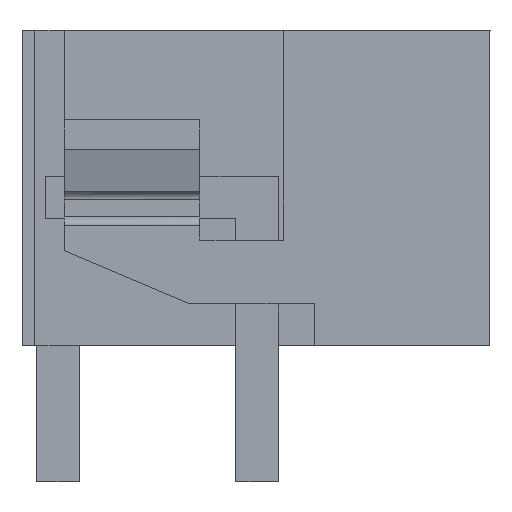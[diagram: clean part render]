
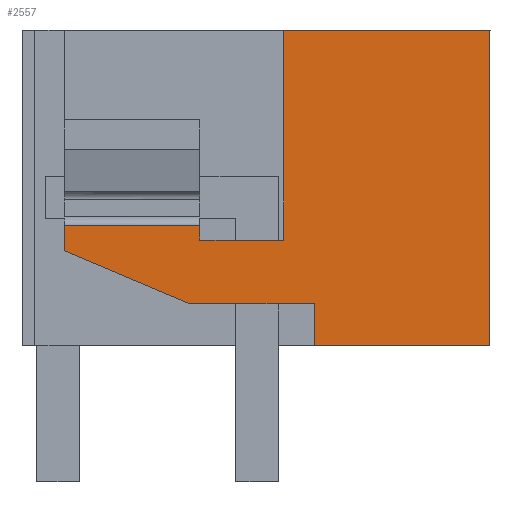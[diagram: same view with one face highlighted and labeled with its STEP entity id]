
A CAD part, left-side view. The second image highlights one B-rep face of the part: STEP entity #2557.
In plain terms, the highlighted planar face has unit normal (-1, 0, 0).
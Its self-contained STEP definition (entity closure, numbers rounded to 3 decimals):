
#2488=AXIS2_PLACEMENT_3D('Plane Axis2P3D',#2485,#2486,#2487) ;
#100=CARTESIAN_POINT('Vertex',(0.,0.,3.2)) ;
#105=CARTESIAN_POINT('Line Origine',(0.,2.075,3.2)) ;
#109=CARTESIAN_POINT('Vertex',(0.,4.15,3.2)) ;
#996=CARTESIAN_POINT('Vertex',(0.,4.875,10.65)) ;
#999=CARTESIAN_POINT('Line Origine',(0.,2.437,10.65)) ;
#1003=CARTESIAN_POINT('Vertex',(0.,0.,10.65)) ;
#2405=CARTESIAN_POINT('Line Origine',(0.,0.,6.925)) ;
#2485=CARTESIAN_POINT('Axis2P3D Location',(0.,11.05,0.)) ;
#2490=CARTESIAN_POINT('Line Origine',(0.,4.875,8.175)) ;
#2494=CARTESIAN_POINT('Vertex',(0.,4.875,5.7)) ;
#2497=CARTESIAN_POINT('Line Origine',(0.,5.863,5.7)) ;
#2501=CARTESIAN_POINT('Vertex',(0.,6.85,5.7)) ;
#2504=CARTESIAN_POINT('Line Origine',(0.,6.85,5.875)) ;
#2508=CARTESIAN_POINT('Vertex',(0.,6.85,6.05)) ;
#2511=CARTESIAN_POINT('Line Origine',(0.,8.45,6.05)) ;
#2515=CARTESIAN_POINT('Vertex',(0.,10.05,6.05)) ;
#2518=CARTESIAN_POINT('Line Origine',(0.,10.05,5.75)) ;
#2522=CARTESIAN_POINT('Vertex',(0.,10.05,5.45)) ;
#2525=CARTESIAN_POINT('Line Origine',(0.,8.571,4.823)) ;
#2529=CARTESIAN_POINT('Vertex',(0.,7.092,4.197)) ;
#2532=CARTESIAN_POINT('Line Origine',(0.,5.621,4.197)) ;
#2536=CARTESIAN_POINT('Vertex',(0.,4.15,4.197)) ;
#2539=CARTESIAN_POINT('Line Origine',(0.,4.15,3.698)) ;
#106=DIRECTION('Vector Direction',(0.,1.,0.)) ;
#1000=DIRECTION('Vector Direction',(0.,-1.,0.)) ;
#2406=DIRECTION('Vector Direction',(0.,0.,-1.)) ;
#2486=DIRECTION('Axis2P3D Direction',(-1.,0.,0.)) ;
#2487=DIRECTION('Axis2P3D XDirection',(0.,-1.,0.)) ;
#2491=DIRECTION('Vector Direction',(0.,0.,1.)) ;
#2498=DIRECTION('Vector Direction',(0.,1.,0.)) ;
#2505=DIRECTION('Vector Direction',(0.,0.,1.)) ;
#2512=DIRECTION('Vector Direction',(0.,-1.,0.)) ;
#2519=DIRECTION('Vector Direction',(0.,0.,-1.)) ;
#2526=DIRECTION('Vector Direction',(0.,0.921,0.39)) ;
#2533=DIRECTION('Vector Direction',(0.,-1.,0.)) ;
#2540=DIRECTION('Vector Direction',(0.,0.,-1.)) ;
#107=VECTOR('Line Direction',#106,1.) ;
#1001=VECTOR('Line Direction',#1000,1.) ;
#2407=VECTOR('Line Direction',#2406,1.) ;
#2492=VECTOR('Line Direction',#2491,1.) ;
#2499=VECTOR('Line Direction',#2498,1.) ;
#2506=VECTOR('Line Direction',#2505,1.) ;
#2513=VECTOR('Line Direction',#2512,1.) ;
#2520=VECTOR('Line Direction',#2519,1.) ;
#2527=VECTOR('Line Direction',#2526,1.) ;
#2534=VECTOR('Line Direction',#2533,1.) ;
#2541=VECTOR('Line Direction',#2540,1.) ;
#2545=ORIENTED_EDGE('',*,*,#111,.T.) ;
#2546=ORIENTED_EDGE('',*,*,#2409,.T.) ;
#2547=ORIENTED_EDGE('',*,*,#1005,.T.) ;
#2548=ORIENTED_EDGE('',*,*,#2496,.T.) ;
#2549=ORIENTED_EDGE('',*,*,#2503,.T.) ;
#2550=ORIENTED_EDGE('',*,*,#2510,.T.) ;
#2551=ORIENTED_EDGE('',*,*,#2517,.F.) ;
#2552=ORIENTED_EDGE('',*,*,#2524,.T.) ;
#2553=ORIENTED_EDGE('',*,*,#2531,.T.) ;
#2554=ORIENTED_EDGE('',*,*,#2538,.T.) ;
#2555=ORIENTED_EDGE('',*,*,#2543,.T.) ;
#2557=ADVANCED_FACE('HOUSING',(#2556),#2489,.T.) ;
#111=EDGE_CURVE('',#110,#101,#108,.F.) ;
#1005=EDGE_CURVE('',#1004,#997,#1002,.F.) ;
#2409=EDGE_CURVE('',#101,#1004,#2408,.F.) ;
#2496=EDGE_CURVE('',#997,#2495,#2493,.F.) ;
#2503=EDGE_CURVE('',#2495,#2502,#2500,.T.) ;
#2510=EDGE_CURVE('',#2502,#2509,#2507,.T.) ;
#2517=EDGE_CURVE('',#2516,#2509,#2514,.T.) ;
#2524=EDGE_CURVE('',#2516,#2523,#2521,.T.) ;
#2531=EDGE_CURVE('',#2523,#2530,#2528,.F.) ;
#2538=EDGE_CURVE('',#2530,#2537,#2535,.T.) ;
#2543=EDGE_CURVE('',#2537,#110,#2542,.T.) ;
#2544=EDGE_LOOP('',(#2545,#2546,#2547,#2548,#2549,#2550,#2551,#2552,#2553,#2554,#2555)) ;
#2556=FACE_OUTER_BOUND('',#2544,.T.) ;
#108=LINE('Line',#105,#107) ;
#1002=LINE('Line',#999,#1001) ;
#2408=LINE('Line',#2405,#2407) ;
#2493=LINE('Line',#2490,#2492) ;
#2500=LINE('Line',#2497,#2499) ;
#2507=LINE('Line',#2504,#2506) ;
#2514=LINE('Line',#2511,#2513) ;
#2521=LINE('Line',#2518,#2520) ;
#2528=LINE('Line',#2525,#2527) ;
#2535=LINE('Line',#2532,#2534) ;
#2542=LINE('Line',#2539,#2541) ;
#2489=PLANE('',#2488) ;
#101=VERTEX_POINT('',#100) ;
#110=VERTEX_POINT('',#109) ;
#997=VERTEX_POINT('',#996) ;
#1004=VERTEX_POINT('',#1003) ;
#2495=VERTEX_POINT('',#2494) ;
#2502=VERTEX_POINT('',#2501) ;
#2509=VERTEX_POINT('',#2508) ;
#2516=VERTEX_POINT('',#2515) ;
#2523=VERTEX_POINT('',#2522) ;
#2530=VERTEX_POINT('',#2529) ;
#2537=VERTEX_POINT('',#2536) ;
